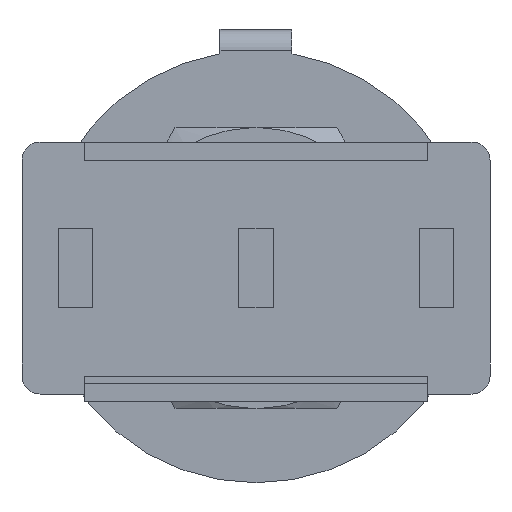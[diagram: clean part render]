
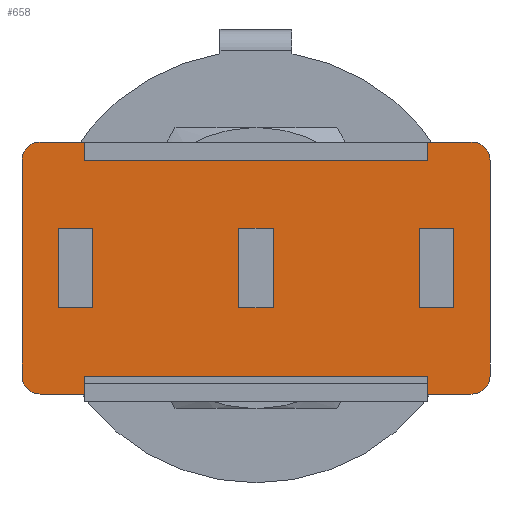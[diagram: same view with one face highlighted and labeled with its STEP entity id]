
A CAD part, front view. The second image highlights one B-rep face of the part: STEP entity #658.
In plain terms, the highlighted planar face has unit normal (0, -1, 0).
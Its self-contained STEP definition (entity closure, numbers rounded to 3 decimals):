
#123=CARTESIAN_POINT('',(-6.5,-4.0,6.5));
#124=VERTEX_POINT('',#123);
#131=CARTESIAN_POINT('',(-6.,-4.0,7.));
#132=VERTEX_POINT('',#131);
#133=CARTESIAN_POINT('',(-6.,-4.0,6.5));
#134=DIRECTION('',(0.0,1.,0.0));
#135=DIRECTION('',(-0.707,0.0,0.707));
#136=AXIS2_PLACEMENT_3D('',#133,#134,#135);
#137=CIRCLE('',#136,0.5);
#138=EDGE_CURVE('',#124,#132,#137,.T.);
#163=CARTESIAN_POINT('',(-6.5,-4.0,0.5));
#164=VERTEX_POINT('',#163);
#171=CARTESIAN_POINT('',(-6.5,-4.0,0.5));
#172=DIRECTION('',(0.0,0.0,1.0));
#173=VECTOR('',#172,6.0);
#174=LINE('',#171,#173);
#175=EDGE_CURVE('',#164,#124,#174,.T.);
#309=CARTESIAN_POINT('',(-6.,-4.0,0.0));
#310=VERTEX_POINT('',#309);
#317=CARTESIAN_POINT('',(-6.,-4.0,0.5));
#318=DIRECTION('',(0.0,1.,0.0));
#319=DIRECTION('',(-0.707,0.0,-0.707));
#320=AXIS2_PLACEMENT_3D('',#317,#318,#319);
#321=CIRCLE('',#320,0.5);
#322=EDGE_CURVE('',#310,#164,#321,.T.);
#335=CARTESIAN_POINT('',(-4.775,-4.0,0.));
#336=VERTEX_POINT('',#335);
#343=CARTESIAN_POINT('',(-4.775,-4.0,0.0));
#344=DIRECTION('',(-1.0,0.0,0.0));
#345=VECTOR('',#344,1.225);
#346=LINE('',#343,#345);
#347=EDGE_CURVE('',#336,#310,#346,.T.);
#357=CARTESIAN_POINT('',(6.5,-4.0,0.5));
#358=VERTEX_POINT('',#357);
#359=CARTESIAN_POINT('',(6.,-4.0,0.0));
#360=VERTEX_POINT('',#359);
#361=CARTESIAN_POINT('',(6.,-4.,0.5));
#362=DIRECTION('',(0.0,1.,0.0));
#363=DIRECTION('',(0.707,0.0,-0.707));
#364=AXIS2_PLACEMENT_3D('',#361,#362,#363);
#365=CIRCLE('',#364,0.5);
#366=EDGE_CURVE('',#358,#360,#365,.T.);
#391=CARTESIAN_POINT('',(6.5,-4.0,6.5));
#392=VERTEX_POINT('',#391);
#399=CARTESIAN_POINT('',(6.5,-4.0,0.5));
#400=DIRECTION('',(0.0,0.0,1.0));
#401=VECTOR('',#400,6.0);
#402=LINE('',#399,#401);
#403=EDGE_CURVE('',#358,#392,#402,.T.);
#413=CARTESIAN_POINT('',(6.,-4.0,7.));
#414=VERTEX_POINT('',#413);
#415=CARTESIAN_POINT('',(6.,-4.,6.5));
#416=DIRECTION('',(0.0,1.,0.0));
#417=DIRECTION('',(0.707,0.0,0.707));
#418=AXIS2_PLACEMENT_3D('',#415,#416,#417);
#419=CIRCLE('',#418,0.5);
#420=EDGE_CURVE('',#414,#392,#419,.T.);
#440=CARTESIAN_POINT('',(4.775,-4.0,7.));
#441=VERTEX_POINT('',#440);
#448=CARTESIAN_POINT('',(6.,-4.0,7.));
#449=DIRECTION('',(-1.0,0.0,0.0));
#450=VECTOR('',#449,1.225);
#451=LINE('',#448,#450);
#452=EDGE_CURVE('',#414,#441,#451,.T.);
#462=CARTESIAN_POINT('',(4.775,-4.0,0.5));
#463=VERTEX_POINT('',#462);
#464=CARTESIAN_POINT('',(4.775,-4.0,0.));
#465=VERTEX_POINT('',#464);
#466=CARTESIAN_POINT('',(4.775,-4.0,0.5));
#467=DIRECTION('',(0.0,0.0,-1.0));
#468=VECTOR('',#467,0.5);
#469=LINE('',#466,#468);
#470=EDGE_CURVE('',#463,#465,#469,.T.);
#493=CARTESIAN_POINT('',(-4.775,-4.0,0.5));
#494=VERTEX_POINT('',#493);
#495=CARTESIAN_POINT('',(-4.775,-4.0,0.));
#496=DIRECTION('',(0.0,0.0,1.0));
#497=VECTOR('',#496,0.5);
#498=LINE('',#495,#497);
#499=EDGE_CURVE('',#336,#494,#498,.T.);
#517=CARTESIAN_POINT('',(-4.775,-4.0,0.5));
#518=DIRECTION('',(1.0,0.0,0.0));
#519=VECTOR('',#518,9.55);
#520=LINE('',#517,#519);
#521=EDGE_CURVE('',#494,#463,#520,.T.);
#534=CARTESIAN_POINT('',(4.775,-4.0,6.5));
#535=VERTEX_POINT('',#534);
#536=CARTESIAN_POINT('',(-4.775,-4.0,6.5));
#537=VERTEX_POINT('',#536);
#538=CARTESIAN_POINT('',(4.775,-4.0,6.5));
#539=DIRECTION('',(-1.0,0.0,0.0));
#540=VECTOR('',#539,9.55);
#541=LINE('',#538,#540);
#542=EDGE_CURVE('',#535,#537,#541,.T.);
#565=CARTESIAN_POINT('',(-4.775,-4.0,7.));
#566=VERTEX_POINT('',#565);
#567=CARTESIAN_POINT('',(-4.775,-4.0,6.5));
#568=DIRECTION('',(0.0,0.0,1.0));
#569=VECTOR('',#568,0.5);
#570=LINE('',#567,#569);
#571=EDGE_CURVE('',#537,#566,#570,.T.);
#589=CARTESIAN_POINT('',(4.775,-4.0,7.));
#590=DIRECTION('',(0.0,0.0,-1.0));
#591=VECTOR('',#590,0.5);
#592=LINE('',#589,#591);
#593=EDGE_CURVE('',#441,#535,#592,.T.);
#607=CARTESIAN_POINT('',(6.,-4.0,0.0));
#608=DIRECTION('',(-1.0,0.0,0.0));
#609=VECTOR('',#608,1.225);
#610=LINE('',#607,#609);
#611=EDGE_CURVE('',#360,#465,#610,.T.);
#624=CARTESIAN_POINT('',(-4.775,-4.0,7.));
#625=DIRECTION('',(-1.0,0.0,0.0));
#626=VECTOR('',#625,1.225);
#627=LINE('',#624,#626);
#628=EDGE_CURVE('',#566,#132,#627,.T.);
#635=CARTESIAN_POINT('',(6.5,-4.0,0.0));
#636=DIRECTION('',(0.0,-1.0,0.0));
#637=DIRECTION('',(0.0,0.0,-1.0));
#638=AXIS2_PLACEMENT_3D('',#635,#636,#637);
#639=PLANE('',#638);
#640=ORIENTED_EDGE('',*,*,#138,.F.);
#641=ORIENTED_EDGE('',*,*,#175,.F.);
#642=ORIENTED_EDGE('',*,*,#322,.F.);
#643=ORIENTED_EDGE('',*,*,#347,.F.);
#644=ORIENTED_EDGE('',*,*,#499,.T.);
#645=ORIENTED_EDGE('',*,*,#521,.T.);
#646=ORIENTED_EDGE('',*,*,#470,.T.);
#647=ORIENTED_EDGE('',*,*,#611,.F.);
#648=ORIENTED_EDGE('',*,*,#366,.F.);
#649=ORIENTED_EDGE('',*,*,#403,.T.);
#650=ORIENTED_EDGE('',*,*,#420,.F.);
#651=ORIENTED_EDGE('',*,*,#452,.T.);
#652=ORIENTED_EDGE('',*,*,#593,.T.);
#653=ORIENTED_EDGE('',*,*,#542,.T.);
#654=ORIENTED_EDGE('',*,*,#571,.T.);
#655=ORIENTED_EDGE('',*,*,#628,.T.);
#656=EDGE_LOOP('',(#640,#641,#642,#643,#644,#645,#646,#647,#648,#649,#650,#651,#652,#653,#654,#655));
#657=FACE_OUTER_BOUND('',#656,.T.);
#658=ADVANCED_FACE('',(#657),#639,.T.);
